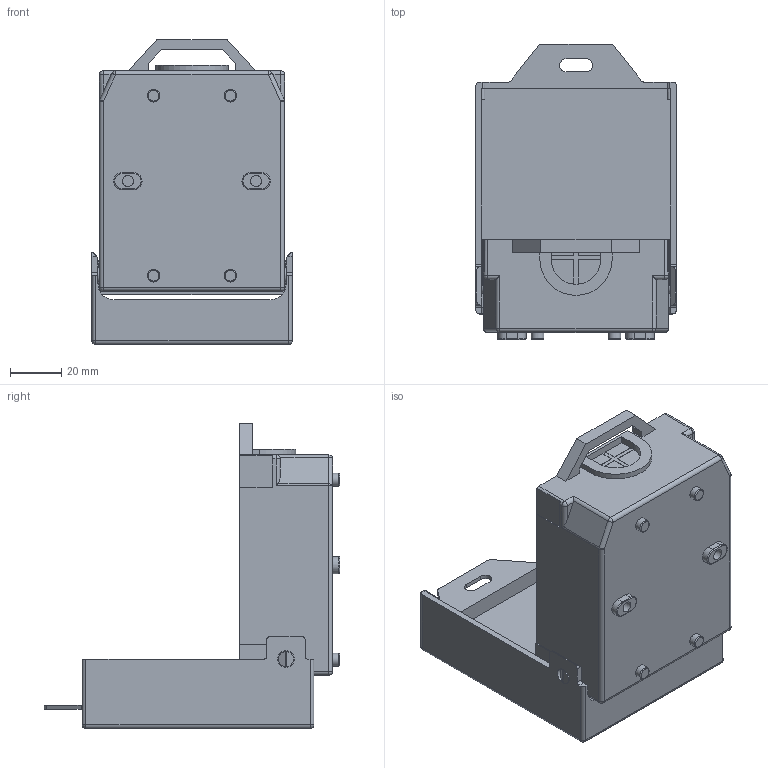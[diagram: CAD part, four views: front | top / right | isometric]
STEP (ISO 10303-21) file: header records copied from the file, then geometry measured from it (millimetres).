
FILE_DESCRIPTION (( 'STEP AP214' ), '1' );
FILE_NAME ('AL-CAT6AJW.STEP', '2018-01-05T15:25:38', ( '' ), ( '' ), 'SwSTEP 2.0', 'SolidWorks 2014', '' );
FILE_SCHEMA (( 'AUTOMOTIVE_DESIGN' ));
Length unit declared in the file: inch
Products named in the file (10): XE-0004-MA2; XE-0004-MA3; XE-0004-MA5; XE-0004-MA4; XE-0004-MA1; AL-CAT6AJW; XCT-0005; X-ASSY-HYP389; X-ASSY-HYP389_CAT6A jack; X-ASSY-HYP389_PCB
Assembly tree (11 placements, depth 3):
  AL-CAT6AJW
    XE-0004-MA1
    XE-0004-MA4  x2
    XE-0004-MA5
    XE-0004-MA3
    XE-0004-MA2
    X-ASSY-HYP389
      X-ASSY-HYP389_PCB
      X-ASSY-HYP389_CAT6A jack  x2
    XCT-0005
Bounding box: 78.61 x 115.19 x 118.9 mm (x, y, z)
Volume: 83814.9 mm3; surface area: 77895.1 mm2
Topology: 10 solids, 10 shells, 857 faces, 2295 edges, 1474 vertices
Faces by surface type: plane 623, cylinder 162, cone 37, torus 21, sphere 12, bspline 2
Full cylindrical faces by diameter (mm): 3.607 x1, 4.318 x2, 4.572 x1, 4.826 x2, 4.953 x4, 5.004 x1, 5.207 x2, 5.613 x1, 5.639 x1, 5.918 x2, 6.477 x2, 9.525 x2
Entity records: 20855 total; most frequent: CARTESIAN_POINT 3380, ORIENTED_EDGE 2986, DIRECTION 2986, EDGE_CURVE 1493, LINE 1126, VECTOR 1126, VERTEX_POINT 990, AXIS2_PLACEMENT_3D 930
